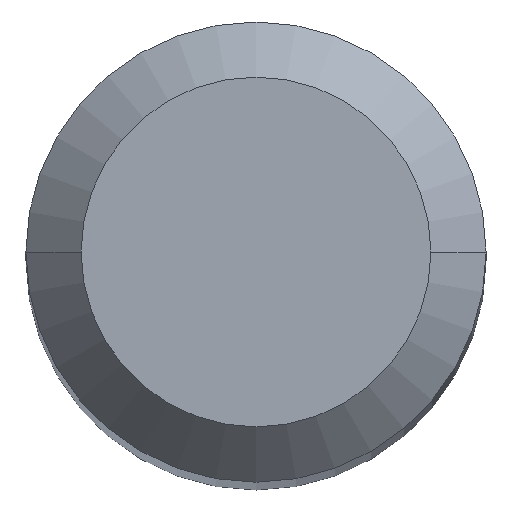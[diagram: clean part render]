
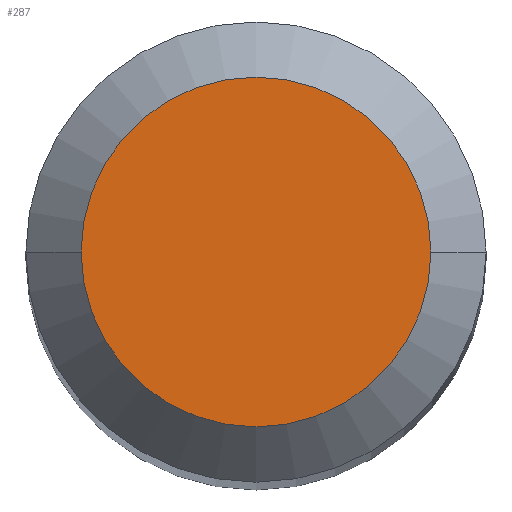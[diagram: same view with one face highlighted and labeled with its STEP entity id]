
A CAD part, top view. The second image highlights one B-rep face of the part: STEP entity #287.
In plain terms, the highlighted planar face has unit normal (0, 0, 1).
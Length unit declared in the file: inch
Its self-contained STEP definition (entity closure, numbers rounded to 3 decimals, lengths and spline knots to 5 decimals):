
#6 = EDGE_LOOP ( 'NONE', ( #218, #245 ) ) ;
#11 = FACE_OUTER_BOUND ( 'NONE', #6, .T. ) ;
#20 = AXIS2_PLACEMENT_3D ( 'NONE', #209, #112, #229 ) ;
#24 = DIRECTION ( 'NONE',  ( 0., 0., 1. ) ) ;
#46 = VERTEX_POINT ( 'NONE', #66 ) ;
#47 = EDGE_CURVE ( 'NONE', #46, #262, #249, .T. ) ;
#66 = CARTESIAN_POINT ( 'NONE',  ( -0.0475, 0., 1.5 ) ) ;
#78 = PLANE ( 'NONE',  #20 ) ;
#80 = CARTESIAN_POINT ( 'NONE',  ( 0.0475, 0., 1.5 ) ) ;
#112 = DIRECTION ( 'NONE',  ( 0., 0., 1. ) ) ;
#121 = AXIS2_PLACEMENT_3D ( 'NONE', #170, #270, #211 ) ;
#122 = EDGE_CURVE ( 'NONE', #262, #46, #244, .T. ) ;
#170 = CARTESIAN_POINT ( 'NONE',  ( 0., 0., 1.5 ) ) ;
#209 = CARTESIAN_POINT ( 'NONE',  ( 0., 0., 1.5 ) ) ;
#211 = DIRECTION ( 'NONE',  ( 1., 0., 0. ) ) ;
#217 = CARTESIAN_POINT ( 'NONE',  ( 0., 0., 1.5 ) ) ;
#218 = ORIENTED_EDGE ( 'NONE', *, *, #47, .T. ) ;
#229 = DIRECTION ( 'NONE',  ( 1., 0., 0. ) ) ;
#240 = DIRECTION ( 'NONE',  ( 1., 0., 0. ) ) ;
#244 = CIRCLE ( 'NONE', #277, 0.0475 ) ;
#245 = ORIENTED_EDGE ( 'NONE', *, *, #122, .T. ) ;
#249 = CIRCLE ( 'NONE', #121, 0.0475 ) ;
#262 = VERTEX_POINT ( 'NONE', #80 ) ;
#270 = DIRECTION ( 'NONE',  ( 0., 0., 1. ) ) ;
#277 = AXIS2_PLACEMENT_3D ( 'NONE', #217, #24, #240 ) ;
#287 = ADVANCED_FACE ( 'NONE', ( #11 ), #78, .T. ) ;
